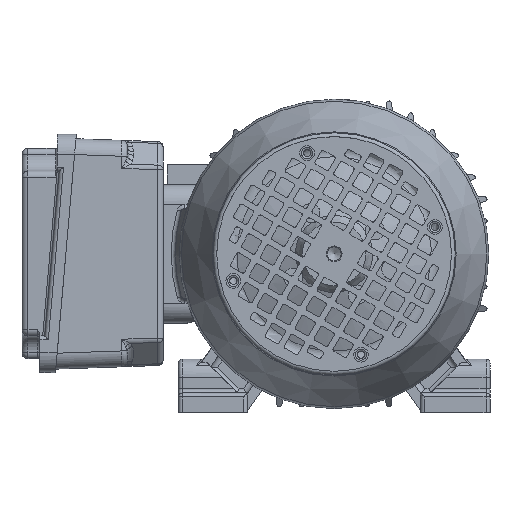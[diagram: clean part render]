
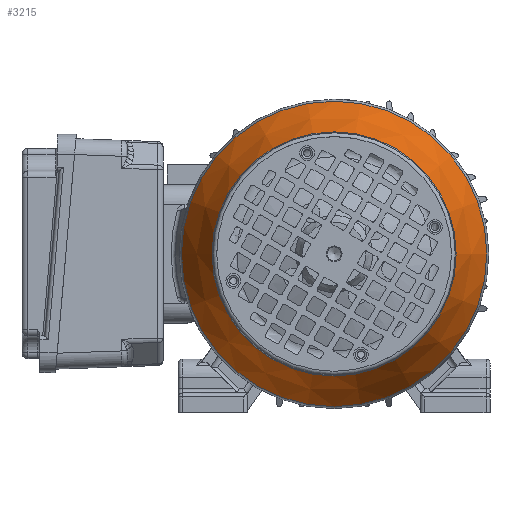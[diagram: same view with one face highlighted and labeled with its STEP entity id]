
A CAD part, front view. The second image highlights one B-rep face of the part: STEP entity #3215.
In plain terms, the highlighted conical face has half-angle 25 degrees and reference radius 77.91 mm.
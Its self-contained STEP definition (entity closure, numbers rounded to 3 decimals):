
#3215 = ADVANCED_FACE( '', ( #8393, #8394 ), #8395, .T. );
#8393 = FACE_OUTER_BOUND( '', #21053, .T. );
#8394 = FACE_BOUND( '', #21054, .T. );
#8395 = CONICAL_SURFACE( '', #21055, 77.91, 0.436 );
#21053 = EDGE_LOOP( '', ( #52622 ) );
#21054 = EDGE_LOOP( '', ( #52623 ) );
#21055 = AXIS2_PLACEMENT_3D( '', #52624, #52625, #52626 );
#52622 = ORIENTED_EDGE( '', *, *, #70864, .T. );
#52623 = ORIENTED_EDGE( '', *, *, #70546, .T. );
#52624 = CARTESIAN_POINT( '', ( 0., -30.502, 0. ) );
#52625 = DIRECTION( '', ( 0., 1., 0. ) );
#52626 = DIRECTION( '', ( -0.501, 0., -0.866 ) );
#70546 = EDGE_CURVE( '', #80362, #80362, #80363, .T. );
#70864 = EDGE_CURVE( '', #80865, #80865, #80866, .T. );
#80362 = VERTEX_POINT( '', #97536 );
#80363 = CIRCLE( '', #97537, 61.468 );
#80865 = VERTEX_POINT( '', #98993 );
#80866 = CIRCLE( '', #98994, 76.889 );
#97536 = CARTESIAN_POINT( '', ( -30.766, -65.761, -53.215 ) );
#97537 = AXIS2_PLACEMENT_3D( '', #122736, #122737, #122738 );
#98993 = CARTESIAN_POINT( '', ( 38.484, -32.692, 66.565 ) );
#98994 = AXIS2_PLACEMENT_3D( '', #123120, #123121, #123122 );
#122736 = CARTESIAN_POINT( '', ( 0., -65.761, 0. ) );
#122737 = DIRECTION( '', ( 0., 1., 0. ) );
#122738 = DIRECTION( '', ( -0.501, 0., -0.866 ) );
#123120 = CARTESIAN_POINT( '', ( 0., -32.692, 0. ) );
#123121 = DIRECTION( '', ( 0., -1., 0. ) );
#123122 = DIRECTION( '', ( 0.501, 0., 0.866 ) );
